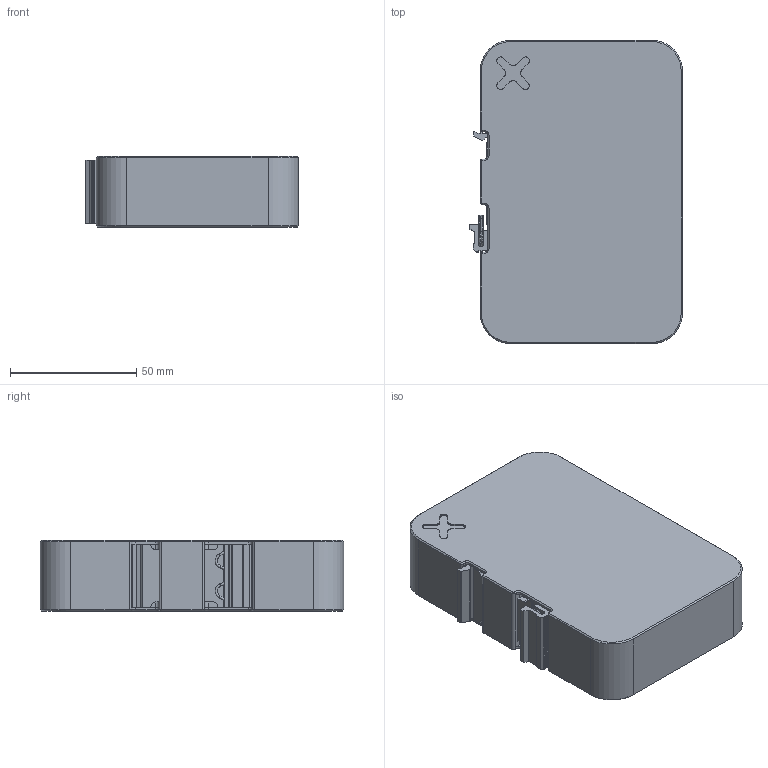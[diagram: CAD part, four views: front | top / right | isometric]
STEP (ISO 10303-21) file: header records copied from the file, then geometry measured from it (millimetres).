
FILE_DESCRIPTION (( 'STEP AP214' ), '1' );
FILE_NAME ('+JSPOU001 R02 PIENO.STEP', '2019-03-06T13:39:32', ( '' ), ( '' ), 'SwSTEP 2.0', 'SolidWorks 2018', '' );
FILE_SCHEMA (( 'AUTOMOTIVE_DESIGN' ));
Length unit declared in the file: millimetre
Products named in the file (1): +JSPOU001 R02 PIENO
Bounding box: 84.2 x 120 x 28.1 mm (x, y, z)
Volume: 258512.7 mm3; surface area: 38443.8 mm2
Topology: 2 solids, 8 shells, 1577 faces, 4493 edges, 2920 vertices
Faces by surface type: plane 1285, cylinder 196, bspline 54, cone 30, torus 12
Entity records: 68820 total; most frequent: CARTESIAN_POINT 10879, ORIENTED_EDGE 8986, DIRECTION 7744, EDGE_CURVE 4493, VECTOR 3946, LINE 3946, VERTEX_POINT 2920, AXIS2_PLACEMENT_3D 1899
